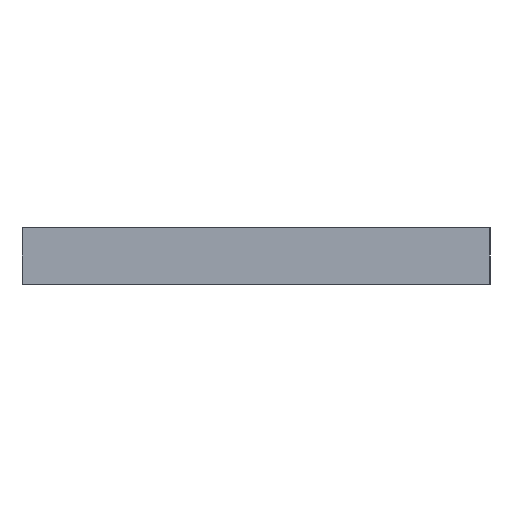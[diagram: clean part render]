
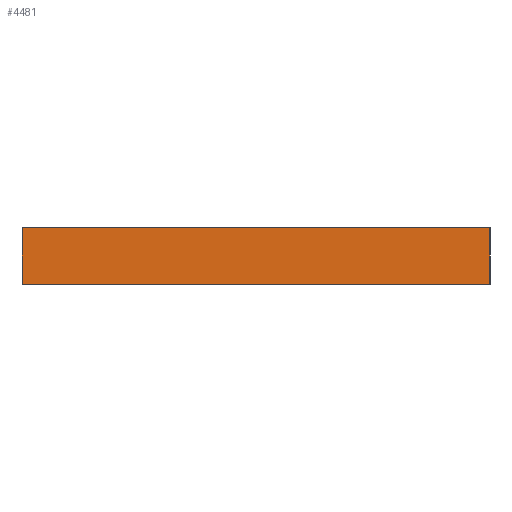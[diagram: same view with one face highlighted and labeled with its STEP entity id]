
A CAD part, left-side view. The second image highlights one B-rep face of the part: STEP entity #4481.
In plain terms, the highlighted planar face has unit normal (-1, 0, 0).
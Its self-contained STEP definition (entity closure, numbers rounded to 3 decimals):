
#24 = VERTEX_POINT('',#25);
#25 = CARTESIAN_POINT('',(-45.,19.,6.7));
#32 = PLANE('',#33);
#33 = AXIS2_PLACEMENT_3D('',#34,#35,#36);
#34 = CARTESIAN_POINT('',(-45.,19.,0.));
#35 = DIRECTION('',(0.,1.,0.));
#36 = DIRECTION('',(1.,0.,0.));
#43 = PLANE('',#44);
#44 = AXIS2_PLACEMENT_3D('',#45,#46,#47);
#45 = CARTESIAN_POINT('',(-50.,-19.,6.7));
#46 = DIRECTION('',(0.,0.,-1.));
#47 = DIRECTION('',(1.,0.,0.));
#54 = EDGE_CURVE('',#24,#55,#57,.T.);
#55 = VERTEX_POINT('',#56);
#56 = CARTESIAN_POINT('',(-45.,19.,11.3));
#57 = SURFACE_CURVE('',#58,(#62,#69),.PCURVE_S1.);
#58 = LINE('',#59,#60);
#59 = CARTESIAN_POINT('',(-45.,19.,0.));
#60 = VECTOR('',#61,1.);
#61 = DIRECTION('',(0.,0.,1.));
#62 = PCURVE('',#32,#63);
#63 = DEFINITIONAL_REPRESENTATION('',(#64),#68);
#64 = LINE('',#65,#66);
#65 = CARTESIAN_POINT('',(0.,0.));
#66 = VECTOR('',#67,1.);
#67 = DIRECTION('',(0.,-1.));
#68 = ( GEOMETRIC_REPRESENTATION_CONTEXT(2) 
PARAMETRIC_REPRESENTATION_CONTEXT() REPRESENTATION_CONTEXT('2D SPACE',''
  ) );
#69 = PCURVE('',#70,#75);
#70 = PLANE('',#71);
#71 = AXIS2_PLACEMENT_3D('',#72,#73,#74);
#72 = CARTESIAN_POINT('',(-45.,-19.,0.));
#73 = DIRECTION('',(-1.,0.,0.));
#74 = DIRECTION('',(0.,1.,0.));
#75 = DEFINITIONAL_REPRESENTATION('',(#76),#80);
#76 = LINE('',#77,#78);
#77 = CARTESIAN_POINT('',(38.,0.));
#78 = VECTOR('',#79,1.);
#79 = DIRECTION('',(0.,-1.));
#80 = ( GEOMETRIC_REPRESENTATION_CONTEXT(2) 
PARAMETRIC_REPRESENTATION_CONTEXT() REPRESENTATION_CONTEXT('2D SPACE',''
  ) );
#98 = PLANE('',#99);
#99 = AXIS2_PLACEMENT_3D('',#100,#101,#102);
#100 = CARTESIAN_POINT('',(-45.,19.,11.3));
#101 = DIRECTION('',(0.,0.,1.));
#102 = DIRECTION('',(1.,0.,0.));
#199 = VERTEX_POINT('',#200);
#200 = CARTESIAN_POINT('',(-45.,-19.,6.7));
#216 = PLANE('',#217);
#217 = AXIS2_PLACEMENT_3D('',#218,#219,#220);
#218 = CARTESIAN_POINT('',(45.,-19.,0.));
#219 = DIRECTION('',(0.,-1.,0.));
#220 = DIRECTION('',(-1.,0.,0.));
#228 = EDGE_CURVE('',#24,#199,#229,.T.);
#229 = SURFACE_CURVE('',#230,(#234,#240),.PCURVE_S1.);
#230 = LINE('',#231,#232);
#231 = CARTESIAN_POINT('',(-45.,-19.,6.7));
#232 = VECTOR('',#233,1.);
#233 = DIRECTION('',(0.,-1.,0.));
#234 = PCURVE('',#43,#235);
#235 = DEFINITIONAL_REPRESENTATION('',(#236),#239);
#236 = B_SPLINE_CURVE_WITH_KNOTS('',1,(#237,#238),.UNSPECIFIED.,.F.,.F.,
  (2,2),(-41.8,3.8),.PIECEWISE_BEZIER_KNOTS.);
#237 = CARTESIAN_POINT('',(5.,-41.8));
#238 = CARTESIAN_POINT('',(5.,3.8));
#239 = ( GEOMETRIC_REPRESENTATION_CONTEXT(2) 
PARAMETRIC_REPRESENTATION_CONTEXT() REPRESENTATION_CONTEXT('2D SPACE',''
  ) );
#240 = PCURVE('',#70,#241);
#241 = DEFINITIONAL_REPRESENTATION('',(#242),#245);
#242 = B_SPLINE_CURVE_WITH_KNOTS('',1,(#243,#244),.UNSPECIFIED.,.F.,.F.,
  (2,2),(-41.8,3.8),.PIECEWISE_BEZIER_KNOTS.);
#243 = CARTESIAN_POINT('',(41.8,-6.7));
#244 = CARTESIAN_POINT('',(-3.8,-6.7));
#245 = ( GEOMETRIC_REPRESENTATION_CONTEXT(2) 
PARAMETRIC_REPRESENTATION_CONTEXT() REPRESENTATION_CONTEXT('2D SPACE',''
  ) );
#2813 = EDGE_CURVE('',#2814,#55,#2816,.T.);
#2814 = VERTEX_POINT('',#2815);
#2815 = CARTESIAN_POINT('',(-45.,-19.,11.3));
#2816 = SURFACE_CURVE('',#2817,(#2821,#2828),.PCURVE_S1.);
#2817 = LINE('',#2818,#2819);
#2818 = CARTESIAN_POINT('',(-45.,-19.,11.3));
#2819 = VECTOR('',#2820,1.);
#2820 = DIRECTION('',(0.,1.,0.));
#2821 = PCURVE('',#98,#2822);
#2822 = DEFINITIONAL_REPRESENTATION('',(#2823),#2827);
#2823 = LINE('',#2824,#2825);
#2824 = CARTESIAN_POINT('',(0.,-38.));
#2825 = VECTOR('',#2826,1.);
#2826 = DIRECTION('',(0.,1.));
#2827 = ( GEOMETRIC_REPRESENTATION_CONTEXT(2) 
PARAMETRIC_REPRESENTATION_CONTEXT() REPRESENTATION_CONTEXT('2D SPACE',''
  ) );
#2828 = PCURVE('',#70,#2829);
#2829 = DEFINITIONAL_REPRESENTATION('',(#2830),#2834);
#2830 = LINE('',#2831,#2832);
#2831 = CARTESIAN_POINT('',(0.,-11.3));
#2832 = VECTOR('',#2833,1.);
#2833 = DIRECTION('',(1.,0.));
#2834 = ( GEOMETRIC_REPRESENTATION_CONTEXT(2) 
PARAMETRIC_REPRESENTATION_CONTEXT() REPRESENTATION_CONTEXT('2D SPACE',''
  ) );
#4481 = ADVANCED_FACE('',(#4482),#70,.T.);
#4482 = FACE_BOUND('',#4483,.T.);
#4483 = EDGE_LOOP('',(#4484,#4485,#4506,#4507));
#4484 = ORIENTED_EDGE('',*,*,#228,.T.);
#4485 = ORIENTED_EDGE('',*,*,#4486,.T.);
#4486 = EDGE_CURVE('',#199,#2814,#4487,.T.);
#4487 = SURFACE_CURVE('',#4488,(#4492,#4499),.PCURVE_S1.);
#4488 = LINE('',#4489,#4490);
#4489 = CARTESIAN_POINT('',(-45.,-19.,0.));
#4490 = VECTOR('',#4491,1.);
#4491 = DIRECTION('',(0.,0.,1.));
#4492 = PCURVE('',#70,#4493);
#4493 = DEFINITIONAL_REPRESENTATION('',(#4494),#4498);
#4494 = LINE('',#4495,#4496);
#4495 = CARTESIAN_POINT('',(0.,0.));
#4496 = VECTOR('',#4497,1.);
#4497 = DIRECTION('',(0.,-1.));
#4498 = ( GEOMETRIC_REPRESENTATION_CONTEXT(2) 
PARAMETRIC_REPRESENTATION_CONTEXT() REPRESENTATION_CONTEXT('2D SPACE',''
  ) );
#4499 = PCURVE('',#216,#4500);
#4500 = DEFINITIONAL_REPRESENTATION('',(#4501),#4505);
#4501 = LINE('',#4502,#4503);
#4502 = CARTESIAN_POINT('',(90.,0.));
#4503 = VECTOR('',#4504,1.);
#4504 = DIRECTION('',(0.,-1.));
#4505 = ( GEOMETRIC_REPRESENTATION_CONTEXT(2) 
PARAMETRIC_REPRESENTATION_CONTEXT() REPRESENTATION_CONTEXT('2D SPACE',''
  ) );
#4506 = ORIENTED_EDGE('',*,*,#2813,.T.);
#4507 = ORIENTED_EDGE('',*,*,#54,.F.);
